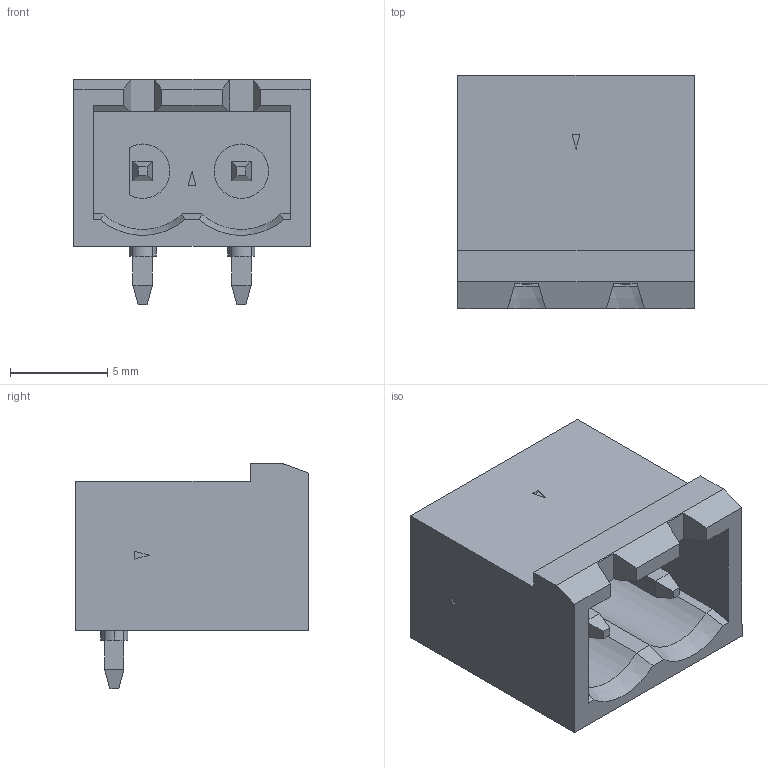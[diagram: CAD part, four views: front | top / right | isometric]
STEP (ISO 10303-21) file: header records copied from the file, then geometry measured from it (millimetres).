
FILE_DESCRIPTION((''),'2;1');
FILE_NAME('PHOENIX_1757242.stp','2010-02-10T12:23:25',(''),(''),'Mechanical Desktop 2010','Mechanical Desktop 2010',', , ');
FILE_SCHEMA(('AUTOMOTIVE_DESIGN { 1 2 10303 214 1 1 1 1 }'));
Length unit declared in the file: millimetre
Products named in the file (1): Product
Bounding box: 12.16 x 12 x 11.6 mm (x, y, z)
Volume: 676.9 mm3; surface area: 1074.5 mm2
Topology: 9 solids, 9 shells, 147 faces, 343 edges, 224 vertices
Faces by surface type: plane 115, cylinder 28, cone 2, sphere 2
Entity records: 4231 total; most frequent: CARTESIAN_POINT 762, DIRECTION 695, ORIENTED_EDGE 684, EDGE_CURVE 342, VECTOR 279, LINE 279, VERTEX_POINT 222, AXIS2_PLACEMENT_3D 208
